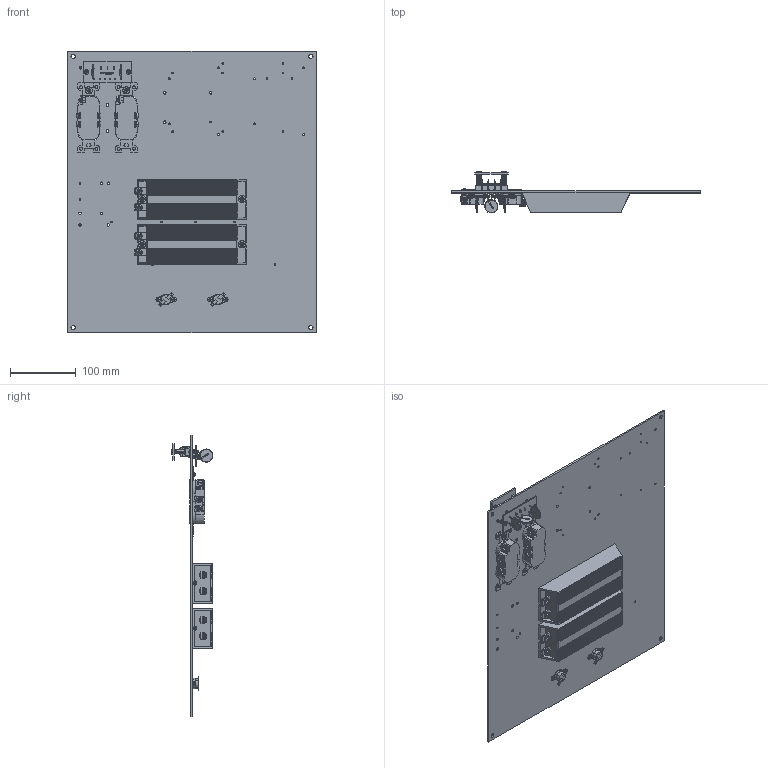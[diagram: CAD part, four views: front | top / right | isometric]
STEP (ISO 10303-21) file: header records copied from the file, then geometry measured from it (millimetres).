
FILE_DESCRIPTION (( 'STEP AP214' ), '1' );
FILE_NAME ('TEF18-RP1H0.STEP', '2019-05-09T14:17:30', ( '' ), ( '' ), 'SwSTEP 2.0', 'SolidWorks 2018', '' );
FILE_SCHEMA (( 'AUTOMOTIVE_DESIGN' ));
Length unit declared in the file: inch
Products named in the file (20): 1AW05-082_With Actual Text; XCTB-0002; XFW-0009; XFS-0017; XF797-02; TEF18-RP1H0; XFW-0004; XF685-01; XFS-0031; 1AW05-083_With Actual Text; XFN-0013; XHIC-HTR110; XERZ-V20D241; XFS-0012; XMH-0006; XFN-0022; X-PCB-HYP285; X-ASSY-HYP285-1; XLBL-F704-UL_With Actual Text; XMH-0010
Assembly tree (44 placements, depth 3):
  TEF18-RP1H0
    XF685-01
    XCTB-0002
    XFN-0013  x2
    XMH-0010  x2
    XF797-02
    XFS-0017  x11
    1AW05-082_With Actual Text
    1AW05-083_With Actual Text
    XLBL-F704-UL_With Actual Text
    X-ASSY-HYP285-1
      X-PCB-HYP285
      XERZ-V20D241  x3
    XFN-0022  x2
    XFW-0009  x2
    XFS-0012  x2
    XHIC-HTR110  x2
    XFW-0004  x4
    XMH-0006  x2
    XFS-0031  x4
Bounding box: 377.82 x 63.71 x 428.62 mm (x, y, z)
Volume: 1019812 mm3; surface area: 451069.1 mm2
Topology: 43 solids, 43 shells, 3889 faces, 9765 edges, 6106 vertices
Faces by surface type: plane 1601, cylinder 952, cone 730, bspline 322, torus 247, sphere 37
Entity records: 101274 total; most frequent: CARTESIAN_POINT 30669, ORIENTED_EDGE 11302, DIRECTION 10005, EDGE_CURVE 5651, VERTEX_POINT 3619, LINE 3349, VECTOR 3349, AXIS2_PLACEMENT_3D 3328
